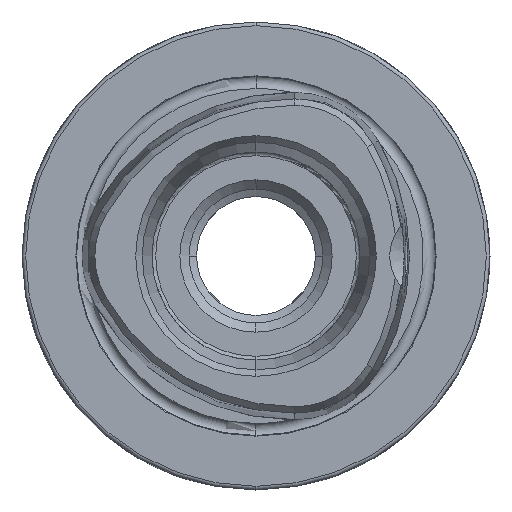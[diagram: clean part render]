
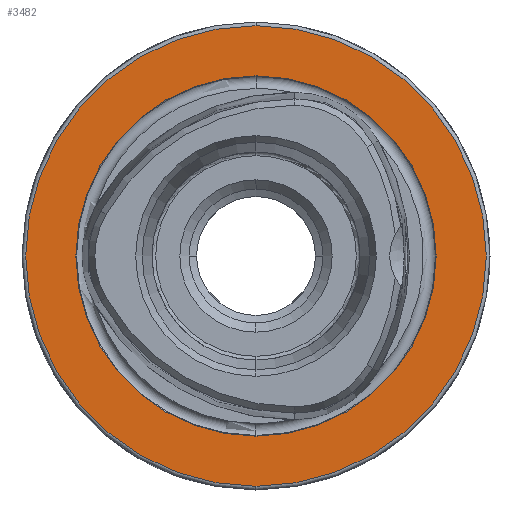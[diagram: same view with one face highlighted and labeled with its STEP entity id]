
A CAD part, left-side view. The second image highlights one B-rep face of the part: STEP entity #3482.
In plain terms, the highlighted planar face has unit normal (-1, 0, 0).
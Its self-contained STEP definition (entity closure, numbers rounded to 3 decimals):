
#103 = ORIENTED_EDGE ( 'NONE', *, *, #1256, .F. ) ;
#114 = DIRECTION ( 'NONE',  ( 1., 0., 0. ) ) ;
#446 = CARTESIAN_POINT ( 'NONE',  ( 0., 0., 0. ) ) ;
#814 = CARTESIAN_POINT ( 'NONE',  ( 0., 0., 0. ) ) ;
#866 = DIRECTION ( 'NONE',  ( -1., 0., 0. ) ) ;
#888 = DIRECTION ( 'NONE',  ( 0., 0., 1. ) ) ;
#899 = FACE_BOUND ( 'NONE', #4593, .T. ) ;
#905 = AXIS2_PLACEMENT_3D ( 'NONE', #2319, #6125, #2883 ) ;
#1097 = EDGE_CURVE ( 'NONE', #4598, #5673, #4609, .T. ) ;
#1256 = EDGE_CURVE ( 'NONE', #2154, #1286, #2172, .T. ) ;
#1286 = VERTEX_POINT ( 'NONE', #5248 ) ;
#1394 = CARTESIAN_POINT ( 'NONE',  ( 0., 0., -31. ) ) ;
#1587 = CARTESIAN_POINT ( 'NONE',  ( 0., 0., 24.25 ) ) ;
#1910 = AXIS2_PLACEMENT_3D ( 'NONE', #2780, #6578, #3354 ) ;
#2154 = VERTEX_POINT ( 'NONE', #1587 ) ;
#2172 = CIRCLE ( 'NONE', #4418, 24.25 ) ;
#2298 = CARTESIAN_POINT ( 'NONE',  ( 0., 0., 31. ) ) ;
#2319 = CARTESIAN_POINT ( 'NONE',  ( 0., 0., 0. ) ) ;
#2654 = CIRCLE ( 'NONE', #1910, 24.25 ) ;
#2780 = CARTESIAN_POINT ( 'NONE',  ( 0., 0., 0. ) ) ;
#2883 = DIRECTION ( 'NONE',  ( 0., 0., 1. ) ) ;
#2986 = ORIENTED_EDGE ( 'NONE', *, *, #6570, .F. ) ;
#3354 = DIRECTION ( 'NONE',  ( 0., 0., 1. ) ) ;
#3482 = ADVANCED_FACE ( 'NONE', ( #899, #3682 ), #6688, .F. ) ;
#3682 = FACE_OUTER_BOUND ( 'NONE', #4358, .T. ) ;
#3908 = AXIS2_PLACEMENT_3D ( 'NONE', #814, #866, #888 ) ;
#4008 = DIRECTION ( 'NONE',  ( 0., 0., -1. ) ) ;
#4027 = EDGE_CURVE ( 'NONE', #5673, #4598, #6406, .T. ) ;
#4273 = ORIENTED_EDGE ( 'NONE', *, *, #4027, .T. ) ;
#4358 = EDGE_LOOP ( 'NONE', ( #6031, #4273 ) ) ;
#4418 = AXIS2_PLACEMENT_3D ( 'NONE', #446, #4834, #4855 ) ;
#4593 = EDGE_LOOP ( 'NONE', ( #103, #2986 ) ) ;
#4598 = VERTEX_POINT ( 'NONE', #2298 ) ;
#4609 = CIRCLE ( 'NONE', #3908, 31. ) ;
#4834 = DIRECTION ( 'NONE',  ( -1., 0., 0. ) ) ;
#4855 = DIRECTION ( 'NONE',  ( 0., 0., 1. ) ) ;
#5248 = CARTESIAN_POINT ( 'NONE',  ( 0., 0., -24.25 ) ) ;
#5673 = VERTEX_POINT ( 'NONE', #1394 ) ;
#6031 = ORIENTED_EDGE ( 'NONE', *, *, #1097, .T. ) ;
#6077 = AXIS2_PLACEMENT_3D ( 'NONE', #6139, #114, #4008 ) ;
#6125 = DIRECTION ( 'NONE',  ( -1., 0., 0. ) ) ;
#6139 = CARTESIAN_POINT ( 'NONE',  ( 0., 24.25, 0. ) ) ;
#6406 = CIRCLE ( 'NONE', #905, 31. ) ;
#6570 = EDGE_CURVE ( 'NONE', #1286, #2154, #2654, .T. ) ;
#6578 = DIRECTION ( 'NONE',  ( -1., 0., 0. ) ) ;
#6688 = PLANE ( 'NONE',  #6077 ) ;
